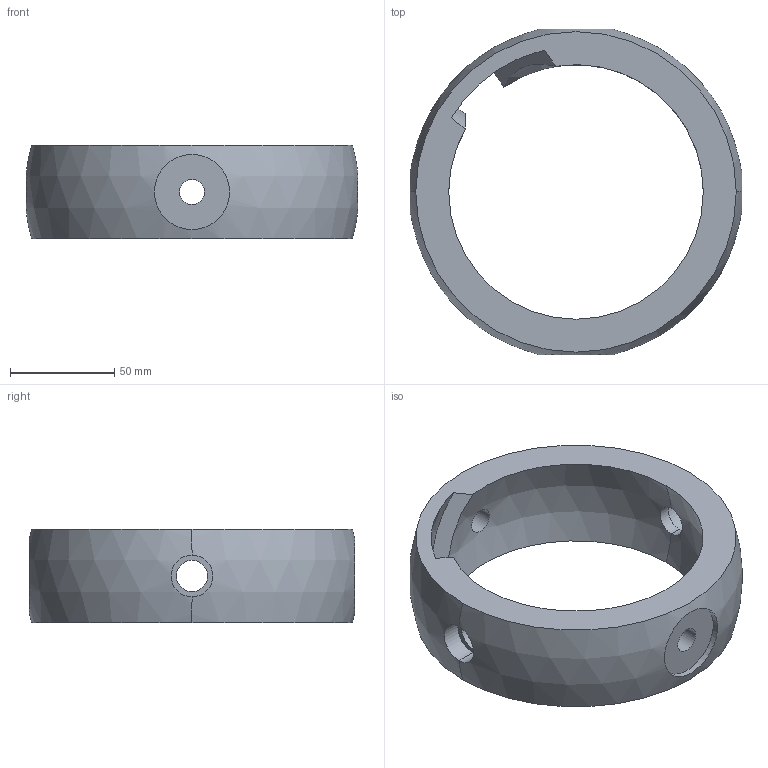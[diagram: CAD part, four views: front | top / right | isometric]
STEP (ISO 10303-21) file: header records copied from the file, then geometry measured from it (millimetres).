
FILE_DESCRIPTION(('produced by SPATIAL CORP'),'2;1');
FILE_NAME('gimbal.hh.sat.stp', '2002-04-12T11:54:49+00:00',('SPATIAL CORP'),('SPATIAL CORP'), 'ACIS STEP Husk','http://www.spatial.com','SPATIAL CORP');
FILE_SCHEMA(('CONFIG_CONTROL_DESIGN'));
Length unit declared in the file: millimetre
Products named in the file (1): PRODUCT_ID_1
Bounding box: 158.75 x 155.9 x 45 mm (x, y, z)
Volume: 274853.9 mm3; surface area: 56817.3 mm2
Topology: 1 solids, 1 shells, 32 faces, 84 edges, 54 vertices
Faces by surface type: cylinder 16, plane 8, sphere 7, cone 1
Entity records: 936 total; most frequent: ORIENTED_EDGE 168, CARTESIAN_POINT 136, DIRECTION 133, EDGE_CURVE 84, AXIS2_PLACEMENT_3D 57, VERTEX_POINT 54, EDGE_LOOP 42, FACE_BOUND 42
